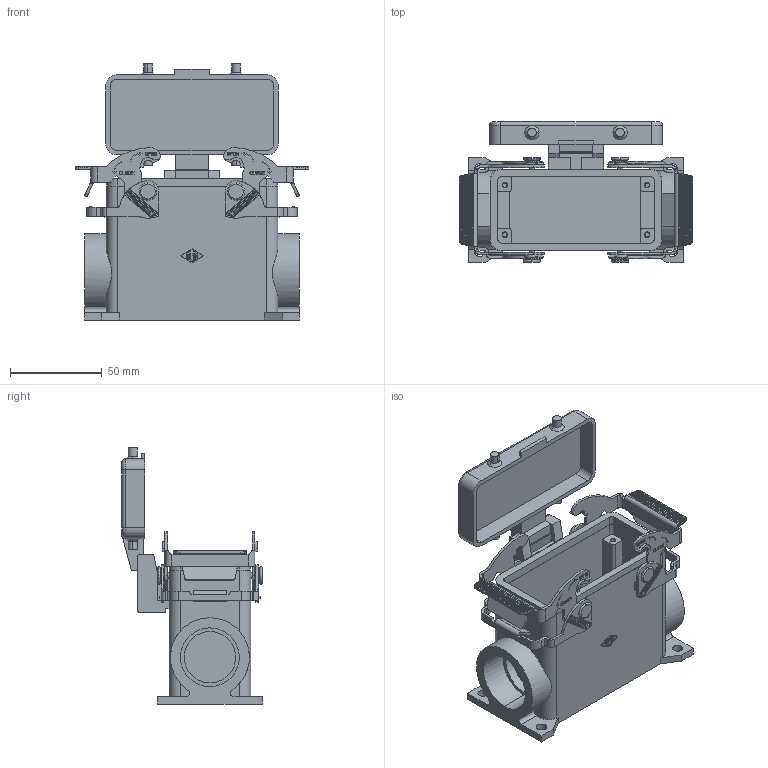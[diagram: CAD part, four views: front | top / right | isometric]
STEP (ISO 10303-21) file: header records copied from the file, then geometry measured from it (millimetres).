
FILE_DESCRIPTION(('Creo Elements/Direct Modeling STEP Export'),'2;1');
FILE_NAME('0lndrp34cqlijon1520','2017-09-21T11:10:31',(''),(''),'PTC Creo Elements/Direct Modeling STEP processor for AP214 (Solid Model)','PTC Creo Elements/Direct Modeling 19.0E 27-Jun-2016 (C) Parametric Technology GmbH','');
FILE_SCHEMA(('AUTOMOTIVE_DESIGN { 1 0 10303 214 1 1 1 1 }'));
Products named in the file (1): M7AP_16_S232
Bounding box: 127.4 x 76.5 x 139.5 mm (x, y, z)
Volume: 165146.2 mm3; surface area: 90252.9 mm2
Topology: 1 solids, 1 shells, 1953 faces, 5531 edges, 3661 vertices
Faces by surface type: plane 1607, cylinder 312, torus 16, cone 10, bspline 8
Entity records: 62042 total; most frequent: CARTESIAN_POINT 11584, ORIENTED_EDGE 11058, DIRECTION 9714, EDGE_CURVE 5529, VECTOR 4580, LINE 4580, VERTEX_POINT 3661, AXIS2_PLACEMENT_3D 2567
